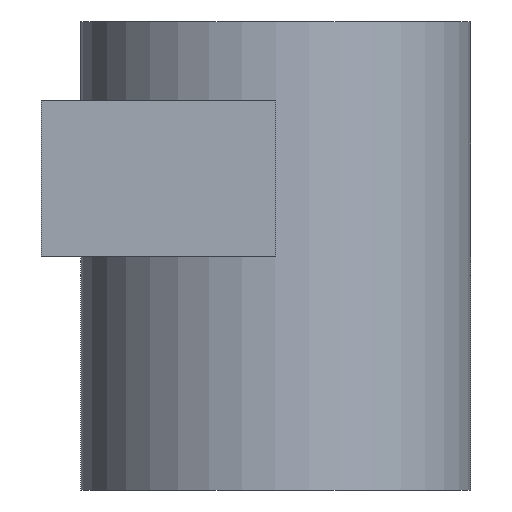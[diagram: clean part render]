
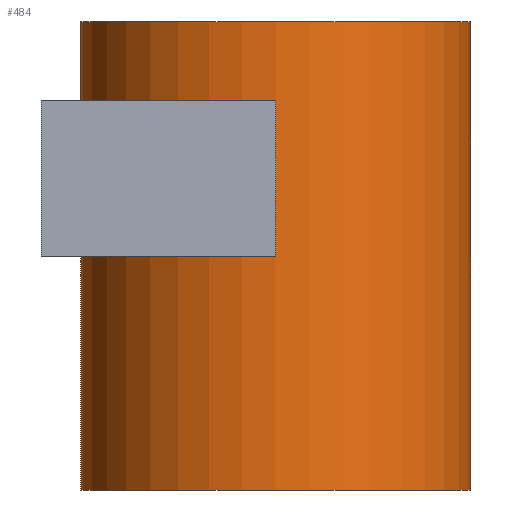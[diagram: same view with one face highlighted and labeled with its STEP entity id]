
A CAD part, left-side view. The second image highlights one B-rep face of the part: STEP entity #484.
In plain terms, the highlighted cylindrical face has radius 12.5 mm (diameter 25 mm), a full revolution.
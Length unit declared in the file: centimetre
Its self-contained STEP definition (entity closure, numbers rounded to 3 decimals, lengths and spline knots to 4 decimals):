
#28=CYLINDRICAL_SURFACE('',#716,1.25);
#43=CIRCLE('',#717,1.25);
#44=CIRCLE('',#718,1.25);
#398=VERTEX_POINT('',#1075);
#399=VERTEX_POINT('',#1077);
#414=EDGE_CURVE('',#398,#398,#43,.T.);
#415=EDGE_CURVE('',#399,#399,#44,.T.);
#442=ORIENTED_EDGE('',*,*,#414,.T.);
#443=ORIENTED_EDGE('',*,*,#415,.T.);
#456=EDGE_LOOP('',(#442));
#457=EDGE_LOOP('',(#443));
#470=FACE_BOUND('',#456,.T.);
#471=FACE_BOUND('',#457,.T.);
#484=ADVANCED_FACE('',(#470,#471),#28,.T.);
#716=AXIS2_PLACEMENT_3D('',#1073,#952,#953);
#717=AXIS2_PLACEMENT_3D('',#1074,#954,#955);
#718=AXIS2_PLACEMENT_3D('',#1076,#956,#957);
#952=DIRECTION('',(0.,0.,1.));
#953=DIRECTION('',(1.25,0.,0.));
#954=DIRECTION('',(0.,0.,-1.));
#955=DIRECTION('',(1.25,0.,0.));
#956=DIRECTION('',(0.,0.,1.));
#957=DIRECTION('',(1.25,0.,0.));
#1073=CARTESIAN_POINT('',(0.,0.,-1.5));
#1074=CARTESIAN_POINT('',(0.,0.,1.5));
#1075=CARTESIAN_POINT('',(1.25,0.,1.5));
#1076=CARTESIAN_POINT('',(0.,0.,-1.5));
#1077=CARTESIAN_POINT('',(1.25,0.,-1.5));
